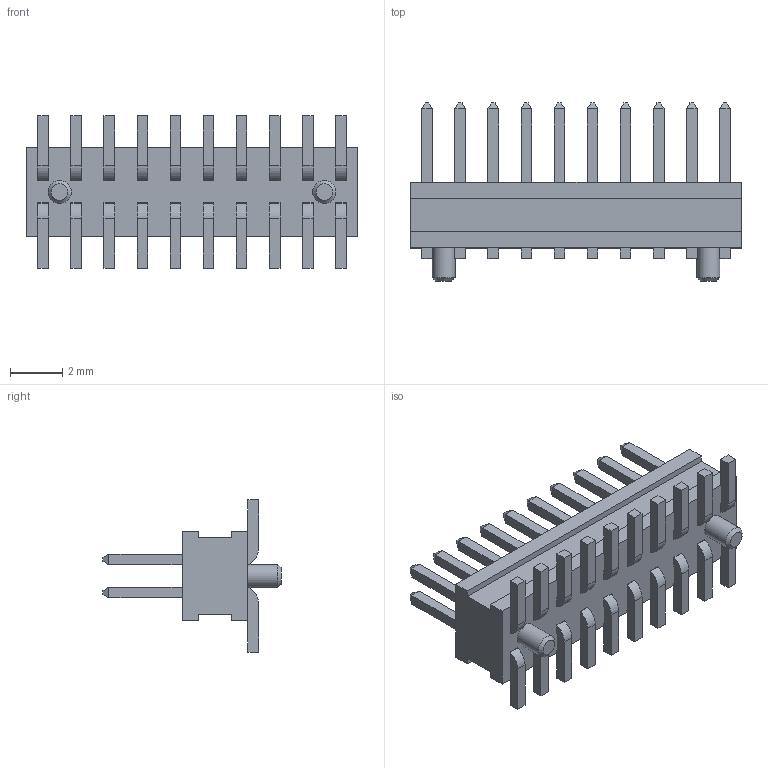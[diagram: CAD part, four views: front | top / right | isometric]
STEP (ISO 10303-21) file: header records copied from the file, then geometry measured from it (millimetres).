
FILE_DESCRIPTION(/* description */ ('STEP AP214'),/* implementation_level */ '2;1');
FILE_NAME(/* name */ 'FTSH-110-01-L-DV-A',/* time_stamp */ '2022-08-17T20:22:13+02:00',/* author */ ('License CC BY-ND 4.0'),/* organization */ ('CADENAS'),/* preprocessor_version */ 'ST-DEVELOPER v18.102',/* originating_system */ 'PARTsolutions',/* authorisation */ ' ');
FILE_SCHEMA (('AUTOMOTIVE_DESIGN {1 0 10303 214 3 1 1}'));
Length unit declared in the file: inch
Products named in the file (4): FTSH-110-01-L-DV-A; FTSH-110-01-L-DV-A_pins2; FTSH-110-01-L-DV-A_pins1; FTSH-110-01-L-DV-A_body
Assembly tree (3 placements, depth 2):
  FTSH-110-01-L-DV-A
    FTSH-110-01-L-DV-A_pins2
    FTSH-110-01-L-DV-A_pins1
    FTSH-110-01-L-DV-A_body
Bounding box: 12.7 x 6.83 x 5.84 mm (x, y, z)
Volume: 145.4 mm3; surface area: 575.6 mm2
Topology: 3 solids, 3 shells, 422 faces, 1162 edges, 748 vertices
Faces by surface type: plane 398, cylinder 22, cone 2
Full cylindrical faces by diameter (mm): 0.889 x2
Entity records: 13219 total; most frequent: CARTESIAN_POINT 2328, ORIENTED_EDGE 2312, DIRECTION 2054, EDGE_CURVE 1156, LINE 1110, VECTOR 1110, VERTEX_POINT 746, AXIS2_PLACEMENT_3D 472
